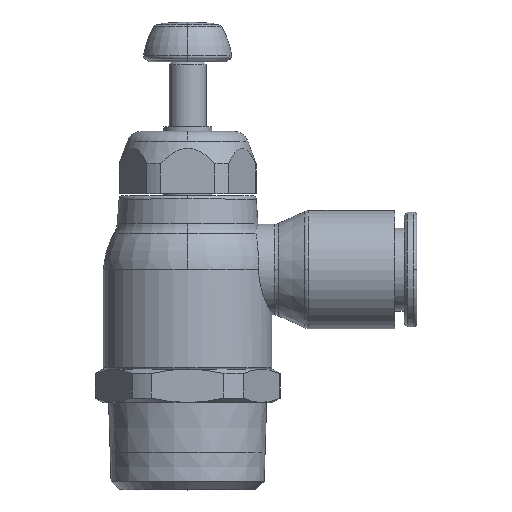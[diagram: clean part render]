
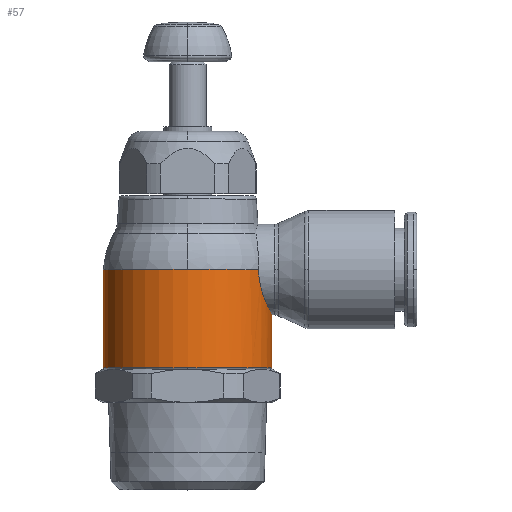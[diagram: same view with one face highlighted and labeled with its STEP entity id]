
A CAD part, top view. The second image highlights one B-rep face of the part: STEP entity #57.
In plain terms, the highlighted cylindrical face has radius 11.4 mm (diameter 22.801 mm), a partial arc.
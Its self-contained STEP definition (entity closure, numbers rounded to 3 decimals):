
#57=ADVANCED_FACE('',(#196),#197,.T.);
#196=FACE_OUTER_BOUND('',#463,.T.);
#197=CYLINDRICAL_SURFACE('',#464,11.4);
#463=EDGE_LOOP('',(#800,#801,#802,#803,#804,#805,#806));
#464=AXIS2_PLACEMENT_3D('',#807,#808,#809);
#800=ORIENTED_EDGE('',*,*,#1764,.F.);
#801=ORIENTED_EDGE('',*,*,#1765,.T.);
#802=ORIENTED_EDGE('',*,*,#1745,.T.);
#803=ORIENTED_EDGE('',*,*,#1766,.F.);
#804=ORIENTED_EDGE('',*,*,#1767,.T.);
#805=ORIENTED_EDGE('',*,*,#1761,.F.);
#806=ORIENTED_EDGE('',*,*,#1768,.F.);
#807=CARTESIAN_POINT('',(0.0,11.35,0.0));
#808=DIRECTION('',(0.0,1.0,0.0));
#809=DIRECTION('',(-1.0,0.0,0.0));
#1745=EDGE_CURVE('',#2076,#2082,#2084,.T.);
#1761=EDGE_CURVE('',#2112,#2115,#2116,.T.);
#1764=EDGE_CURVE('',#2120,#2121,#2122,.T.);
#1765=EDGE_CURVE('',#2120,#2076,#2123,.T.);
#1766=EDGE_CURVE('',#2124,#2082,#2125,.T.);
#1767=EDGE_CURVE('',#2124,#2115,#2126,.T.);
#1768=EDGE_CURVE('',#2121,#2112,#2127,.T.);
#2076=VERTEX_POINT('',#2590);
#2082=VERTEX_POINT('',#2596);
#2084=CIRCLE('',#2598,11.4);
#2112=VERTEX_POINT('',#2635);
#2115=VERTEX_POINT('',#2638);
#2116=CIRCLE('',#2639,11.4);
#2120=VERTEX_POINT('',#2650);
#2121=VERTEX_POINT('',#2651);
#2122=LINE('',#2652,#2653);
#2123=CIRCLE('',#2654,11.4);
#2124=VERTEX_POINT('',#2655);
#2125=LINE('',#2656,#2657);
#2126=B_SPLINE_CURVE_WITH_KNOTS('',3,(#2658,#2659,#2660,#2661,#2662,#2663,#2664,#2665,#2666,#2667,#2668,#2669,#2670,#2671,#2672,#2673,#2674,#2675,#2676,#2677,#2678,#2679,#2680,#2681,#2682,#2683,#2684,#2685,#2686,#2687,#2688,#2689,#2690,#2691,#2692,#2693,#2694,#2695,#2696),.UNSPECIFIED.,.F.,.F.,(4,3,2,2,2,2,2,2,2,2,2,2,2,2,2,2,2,2,4),(-1.186,0.0,1.186,2.372,3.557,4.743,5.925,7.106,8.287,9.468,10.65,11.831,13.012,14.194,15.379,16.565,17.751,18.937,20.123),.UNSPECIFIED.);
#2127=CIRCLE('',#2697,11.4);
#2590=CARTESIAN_POINT('',(0.,4.7,11.4));
#2596=CARTESIAN_POINT('',(11.4,4.7,0.));
#2598=AXIS2_PLACEMENT_3D('',#3744,#3745,#3746);
#2635=CARTESIAN_POINT('',(0.,18.0,11.4));
#2638=CARTESIAN_POINT('',(9.609,18.0,6.135));
#2639=AXIS2_PLACEMENT_3D('',#3785,#3786,#3787);
#2650=CARTESIAN_POINT('',(-11.4,4.7,0.0));
#2651=CARTESIAN_POINT('',(-11.4,18.0,0.));
#2652=CARTESIAN_POINT('',(-11.4,11.35,0.));
#2653=VECTOR('',#3791,1.0);
#2654=AXIS2_PLACEMENT_3D('',#3792,#3793,#3794);
#2655=CARTESIAN_POINT('',(11.4,11.865,0.));
#2656=CARTESIAN_POINT('',(11.4,11.35,0.));
#2657=VECTOR('',#3795,1.0);
#2658=CARTESIAN_POINT('',(9.684,19.2,-6.016));
#2659=CARTESIAN_POINT('',(9.634,18.8,-6.096));
#2660=CARTESIAN_POINT('',(9.609,18.395,-6.135));
#2661=CARTESIAN_POINT('',(9.609,18.0,-6.135));
#2662=CARTESIAN_POINT('',(9.609,17.605,-6.135));
#2663=CARTESIAN_POINT('',(9.634,17.2,-6.096));
#2664=CARTESIAN_POINT('',(9.733,16.4,-5.937));
#2665=CARTESIAN_POINT('',(9.807,16.005,-5.816));
#2666=CARTESIAN_POINT('',(9.987,15.253,-5.501));
#2667=CARTESIAN_POINT('',(10.093,14.895,-5.306));
#2668=CARTESIAN_POINT('',(10.316,14.233,-4.859));
#2669=CARTESIAN_POINT('',(10.432,13.93,-4.606));
#2670=CARTESIAN_POINT('',(10.653,13.395,-4.071));
#2671=CARTESIAN_POINT('',(10.765,13.142,-3.768));
#2672=CARTESIAN_POINT('',(10.974,12.695,-3.107));
#2673=CARTESIAN_POINT('',(11.071,12.499,-2.747));
#2674=CARTESIAN_POINT('',(11.231,12.184,-1.994));
#2675=CARTESIAN_POINT('',(11.295,12.063,-1.598));
#2676=CARTESIAN_POINT('',(11.38,11.904,-0.798));
#2677=CARTESIAN_POINT('',(11.4,11.865,-0.394));
#2678=CARTESIAN_POINT('',(11.4,11.865,0.394));
#2679=CARTESIAN_POINT('',(11.38,11.904,0.798));
#2680=CARTESIAN_POINT('',(11.295,12.063,1.598));
#2681=CARTESIAN_POINT('',(11.231,12.184,1.994));
#2682=CARTESIAN_POINT('',(11.071,12.499,2.747));
#2683=CARTESIAN_POINT('',(10.974,12.695,3.107));
#2684=CARTESIAN_POINT('',(10.765,13.142,3.768));
#2685=CARTESIAN_POINT('',(10.653,13.395,4.071));
#2686=CARTESIAN_POINT('',(10.432,13.93,4.606));
#2687=CARTESIAN_POINT('',(10.316,14.233,4.859));
#2688=CARTESIAN_POINT('',(10.093,14.895,5.306));
#2689=CARTESIAN_POINT('',(9.987,15.253,5.501));
#2690=CARTESIAN_POINT('',(9.807,16.005,5.816));
#2691=CARTESIAN_POINT('',(9.733,16.4,5.937));
#2692=CARTESIAN_POINT('',(9.634,17.2,6.096));
#2693=CARTESIAN_POINT('',(9.609,17.605,6.135));
#2694=CARTESIAN_POINT('',(9.609,18.395,6.135));
#2695=CARTESIAN_POINT('',(9.634,18.8,6.096));
#2696=CARTESIAN_POINT('',(9.684,19.2,6.016));
#2697=AXIS2_PLACEMENT_3D('',#3796,#3797,#3798);
#3744=CARTESIAN_POINT('',(0.0,4.7,0.0));
#3745=DIRECTION('',(0.0,1.0,0.0));
#3746=DIRECTION('',(-1.0,0.0,0.0));
#3785=CARTESIAN_POINT('',(0.0,18.0,0.0));
#3786=DIRECTION('',(0.0,1.0,0.0));
#3787=DIRECTION('',(-1.0,0.0,0.0));
#3791=DIRECTION('',(0.0,1.0,0.0));
#3792=CARTESIAN_POINT('',(0.0,4.7,0.0));
#3793=DIRECTION('',(0.0,1.0,0.0));
#3794=DIRECTION('',(-1.0,0.0,0.0));
#3795=DIRECTION('',(-0.0,-1.0,-0.0));
#3796=CARTESIAN_POINT('',(0.0,18.0,0.0));
#3797=DIRECTION('',(0.0,1.0,0.0));
#3798=DIRECTION('',(-1.0,0.0,0.0));
